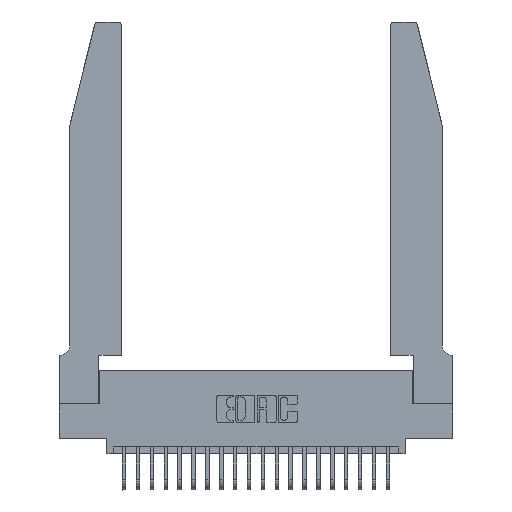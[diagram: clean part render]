
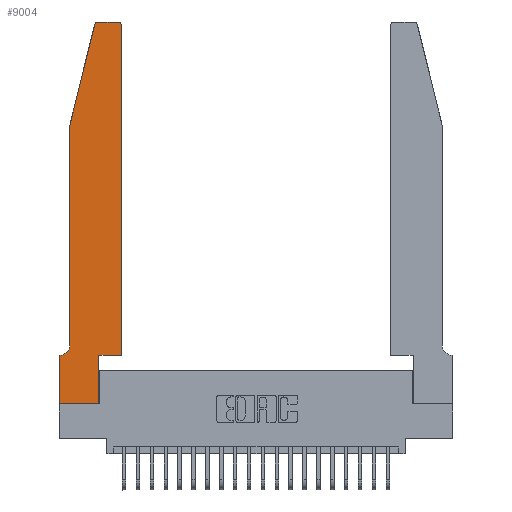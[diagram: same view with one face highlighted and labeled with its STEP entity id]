
A CAD part, top view. The second image highlights one B-rep face of the part: STEP entity #9004.
In plain terms, the highlighted planar face has unit normal (0, 0, 1).
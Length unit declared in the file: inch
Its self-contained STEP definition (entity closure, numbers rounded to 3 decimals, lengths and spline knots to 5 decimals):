
#67 = CARTESIAN_POINT ( 'NONE',  ( 0.284, 2.75, 0.37 ) ) ;
#289 = CARTESIAN_POINT ( 'NONE',  ( 0.2865, 0.35, 0.37 ) ) ;
#650 = CARTESIAN_POINT ( 'NONE',  ( 0.4205, 2.72, 0.37 ) ) ;
#765 = DIRECTION ( 'NONE',  ( -1., 0., 0. ) ) ;
#805 = VERTEX_POINT ( 'NONE', #21073 ) ;
#913 = CARTESIAN_POINT ( 'NONE',  ( 0., 0.35, 0.37 ) ) ;
#1091 = ORIENTED_EDGE ( 'NONE', *, *, #10754, .T. ) ;
#1304 = EDGE_CURVE ( 'NONE', #9858, #19541, #4460, .T. ) ;
#1731 = VECTOR ( 'NONE', #765, 39.37008 ) ;
#2025 = CARTESIAN_POINT ( 'NONE',  ( 0.2865, 0., 0.37 ) ) ;
#2080 = VERTEX_POINT ( 'NONE', #67 ) ;
#2097 = CARTESIAN_POINT ( 'NONE',  ( 0.0755, 0.42, 0.37 ) ) ;
#2301 = AXIS2_PLACEMENT_3D ( 'NONE', #2573, #15009, #4398 ) ;
#2507 = DIRECTION ( 'NONE',  ( 1., 0., 0. ) ) ;
#2541 = ORIENTED_EDGE ( 'NONE', *, *, #22507, .T. ) ;
#2573 = CARTESIAN_POINT ( 'NONE',  ( 0.284, 2.72, 0.37 ) ) ;
#3712 = ORIENTED_EDGE ( 'NONE', *, *, #6871, .T. ) ;
#3788 = DIRECTION ( 'NONE',  ( 0., -1., 0. ) ) ;
#3955 = ORIENTED_EDGE ( 'NONE', *, *, #9861, .T. ) ;
#4293 = ORIENTED_EDGE ( 'NONE', *, *, #5871, .T. ) ;
#4300 = CARTESIAN_POINT ( 'NONE',  ( 0.0055, 0.35, 0.37 ) ) ;
#4398 = DIRECTION ( 'NONE',  ( 1., 0., 0. ) ) ;
#4458 = EDGE_CURVE ( 'NONE', #8909, #16407, #10706, .T. ) ;
#4460 = LINE ( 'NONE', #9590, #18007 ) ;
#4530 = LINE ( 'NONE', #16180, #14506 ) ;
#4800 = ORIENTED_EDGE ( 'NONE', *, *, #20344, .T. ) ;
#4982 = VECTOR ( 'NONE', #12794, 39.37008 ) ;
#5119 = CIRCLE ( 'NONE', #10631, 0.03 ) ;
#5683 = DIRECTION ( 'NONE',  ( -0.239, -0.971, 0. ) ) ;
#5696 = EDGE_CURVE ( 'NONE', #16407, #16443, #4530, .T. ) ;
#5814 = DIRECTION ( 'NONE',  ( 0., 0., -1. ) ) ;
#5871 = EDGE_CURVE ( 'NONE', #7066, #22317, #5119, .T. ) ;
#6269 = EDGE_CURVE ( 'NONE', #7137, #7066, #12068, .T. ) ;
#6871 = EDGE_CURVE ( 'NONE', #16443, #9858, #13410, .T. ) ;
#7066 = VERTEX_POINT ( 'NONE', #16274 ) ;
#7076 = CARTESIAN_POINT ( 'NONE',  ( 0.4205, 2.75, 0.37 ) ) ;
#7137 = VERTEX_POINT ( 'NONE', #20094 ) ;
#7583 = VERTEX_POINT ( 'NONE', #2097 ) ;
#7764 = FACE_OUTER_BOUND ( 'NONE', #13105, .T. ) ;
#8571 = LINE ( 'NONE', #20297, #22033 ) ;
#8593 = DIRECTION ( 'NONE',  ( 1., 0., 0. ) ) ;
#8823 = DIRECTION ( 'NONE',  ( 1., 0., 0. ) ) ;
#8851 = CARTESIAN_POINT ( 'NONE',  ( 0.4505, 0.35, 0.37 ) ) ;
#8909 = VERTEX_POINT ( 'NONE', #4300 ) ;
#9004 = ADVANCED_FACE ( 'NONE', ( #7764 ), #17369, .T. ) ;
#9351 = ORIENTED_EDGE ( 'NONE', *, *, #15473, .T. ) ;
#9590 = CARTESIAN_POINT ( 'NONE',  ( 0.2865, 0.35, 0.37 ) ) ;
#9742 = CARTESIAN_POINT ( 'NONE',  ( 0.0755, 0.35, 0.37 ) ) ;
#9858 = VERTEX_POINT ( 'NONE', #2025 ) ;
#9861 = EDGE_CURVE ( 'NONE', #805, #19303, #18187, .T. ) ;
#9874 = ORIENTED_EDGE ( 'NONE', *, *, #14968, .T. ) ;
#9986 = CARTESIAN_POINT ( 'NONE',  ( 0., 0.35, 0.37 ) ) ;
#10631 = AXIS2_PLACEMENT_3D ( 'NONE', #650, #13208, #2507 ) ;
#10706 = LINE ( 'NONE', #9742, #1731 ) ;
#10735 = AXIS2_PLACEMENT_3D ( 'NONE', #16387, #5814, #18151 ) ;
#10754 = EDGE_CURVE ( 'NONE', #2080, #805, #19803, .T. ) ;
#10941 = VECTOR ( 'NONE', #14167, 39.37008 ) ;
#11008 = CARTESIAN_POINT ( 'NONE',  ( 0.0755, 2., 0.37 ) ) ;
#11875 = CARTESIAN_POINT ( 'NONE',  ( 0., 0., 0.37 ) ) ;
#11937 = CARTESIAN_POINT ( 'NONE',  ( 0.0755, 2., 0.37 ) ) ;
#12068 = LINE ( 'NONE', #8851, #10941 ) ;
#12618 = ORIENTED_EDGE ( 'NONE', *, *, #4458, .T. ) ;
#12794 = DIRECTION ( 'NONE',  ( 0., -1., 0. ) ) ;
#13105 = EDGE_LOOP ( 'NONE', ( #4800, #1091, #3955, #9351, #2541, #12618, #18909, #3712, #19200, #9874, #13726, #4293 ) ) ;
#13202 = DIRECTION ( 'NONE',  ( 1., 0., 0. ) ) ;
#13208 = DIRECTION ( 'NONE',  ( 0., 0., 1. ) ) ;
#13410 = LINE ( 'NONE', #22858, #22155 ) ;
#13533 = VECTOR ( 'NONE', #5683, 39.37008 ) ;
#13726 = ORIENTED_EDGE ( 'NONE', *, *, #6269, .T. ) ;
#14167 = DIRECTION ( 'NONE',  ( 0., 1., 0. ) ) ;
#14396 = LINE ( 'NONE', #11008, #4982 ) ;
#14506 = VECTOR ( 'NONE', #3788, 39.37008 ) ;
#14968 = EDGE_CURVE ( 'NONE', #19541, #7137, #15511, .T. ) ;
#15009 = DIRECTION ( 'NONE',  ( 0., 0., 1. ) ) ;
#15473 = EDGE_CURVE ( 'NONE', #19303, #7583, #14396, .T. ) ;
#15511 = LINE ( 'NONE', #18474, #20177 ) ;
#16179 = CARTESIAN_POINT ( 'NONE',  ( 0.0755, 2., 0.37 ) ) ;
#16180 = CARTESIAN_POINT ( 'NONE',  ( 0., 0., 0.37 ) ) ;
#16274 = CARTESIAN_POINT ( 'NONE',  ( 0.4505, 2.72, 0.37 ) ) ;
#16387 = CARTESIAN_POINT ( 'NONE',  ( 0.0055, 0.42, 0.37 ) ) ;
#16407 = VERTEX_POINT ( 'NONE', #913 ) ;
#16443 = VERTEX_POINT ( 'NONE', #11875 ) ;
#17369 = PLANE ( 'NONE',  #19223 ) ;
#17606 = DIRECTION ( 'NONE',  ( 0., 1., 0. ) ) ;
#18007 = VECTOR ( 'NONE', #17606, 39.37008 ) ;
#18151 = DIRECTION ( 'NONE',  ( -1., 0., 0. ) ) ;
#18187 = LINE ( 'NONE', #16179, #13533 ) ;
#18474 = CARTESIAN_POINT ( 'NONE',  ( 0.4505, 0.35, 0.37 ) ) ;
#18909 = ORIENTED_EDGE ( 'NONE', *, *, #5696, .T. ) ;
#19137 = DIRECTION ( 'NONE',  ( 0., 0., 1. ) ) ;
#19200 = ORIENTED_EDGE ( 'NONE', *, *, #1304, .T. ) ;
#19223 = AXIS2_PLACEMENT_3D ( 'NONE', #9986, #19137, #8593 ) ;
#19303 = VERTEX_POINT ( 'NONE', #11937 ) ;
#19480 = CIRCLE ( 'NONE', #10735, 0.07 ) ;
#19541 = VERTEX_POINT ( 'NONE', #289 ) ;
#19803 = CIRCLE ( 'NONE', #2301, 0.03 ) ;
#20094 = CARTESIAN_POINT ( 'NONE',  ( 0.4505, 0.35, 0.37 ) ) ;
#20177 = VECTOR ( 'NONE', #13202, 39.37008 ) ;
#20297 = CARTESIAN_POINT ( 'NONE',  ( 0.2605, 2.75, 0.37 ) ) ;
#20344 = EDGE_CURVE ( 'NONE', #22317, #2080, #8571, .T. ) ;
#21073 = CARTESIAN_POINT ( 'NONE',  ( 0.25487, 2.72718, 0.37 ) ) ;
#22033 = VECTOR ( 'NONE', #22054, 39.37008 ) ;
#22054 = DIRECTION ( 'NONE',  ( -1., 0., 0. ) ) ;
#22155 = VECTOR ( 'NONE', #8823, 39.37008 ) ;
#22317 = VERTEX_POINT ( 'NONE', #7076 ) ;
#22507 = EDGE_CURVE ( 'NONE', #7583, #8909, #19480, .T. ) ;
#22858 = CARTESIAN_POINT ( 'NONE',  ( 0., 0., 0.37 ) ) ;
